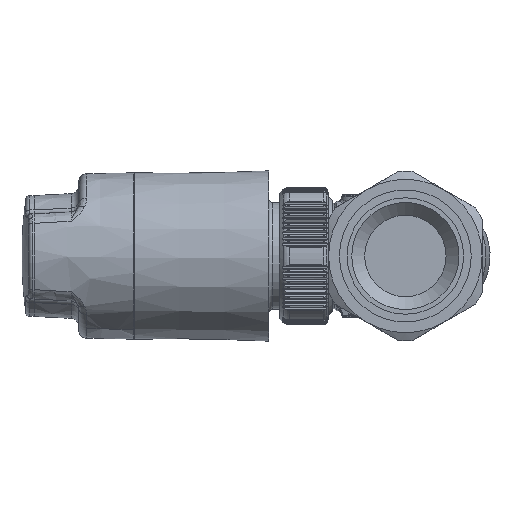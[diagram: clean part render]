
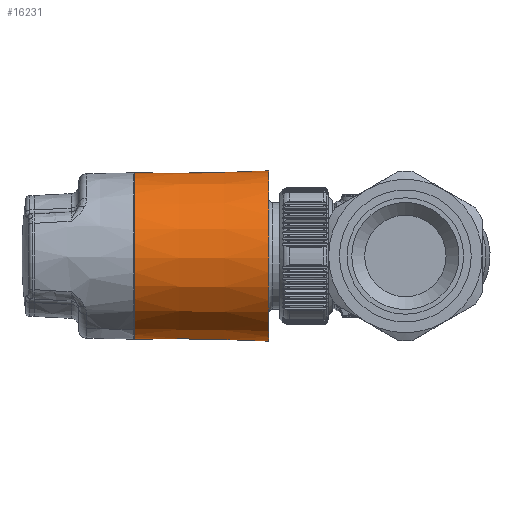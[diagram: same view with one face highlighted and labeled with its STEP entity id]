
A CAD part, left-side view. The second image highlights one B-rep face of the part: STEP entity #16231.
In plain terms, the highlighted conical face has half-angle 0.868 degrees and reference radius 20.5 mm.
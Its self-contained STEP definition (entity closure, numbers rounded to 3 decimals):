
#2973=FACE_OUTER_BOUND('',#3980,.T.);
#3980=EDGE_LOOP('',(#13175,#13176,#13177,#13178));
#4731=LINE('',#51877,#5341);
#5341=VECTOR('',#20724,20.5);
#6077=CIRCLE('',#17728,20.5);
#6078=CIRCLE('',#17730,21.);
#7023=VERTEX_POINT('',#51872);
#7024=VERTEX_POINT('',#51875);
#9225=EDGE_CURVE('',#7023,#7023,#6077,.T.);
#9226=EDGE_CURVE('',#7024,#7024,#6078,.F.);
#9227=EDGE_CURVE('',#7024,#7023,#4731,.T.);
#13175=ORIENTED_EDGE('',*,*,#9226,.T.);
#13176=ORIENTED_EDGE('',*,*,#9227,.T.);
#13177=ORIENTED_EDGE('',*,*,#9225,.F.);
#13178=ORIENTED_EDGE('',*,*,#9227,.F.);
#15602=CONICAL_SURFACE('',#17729,20.5,0.015);
#16231=ADVANCED_FACE('',(#2973),#15602,.T.);
#17728=AXIS2_PLACEMENT_3D('',#51873,#20718,#20719);
#17729=AXIS2_PLACEMENT_3D('',#51874,#20720,#20721);
#17730=AXIS2_PLACEMENT_3D('',#51876,#20722,#20723);
#20718=DIRECTION('center_axis',(0.,0.,1.));
#20719=DIRECTION('ref_axis',(-1.,0.,0.));
#20720=DIRECTION('center_axis',(0.,0.,-1.));
#20721=DIRECTION('ref_axis',(0.781,0.625,0.));
#20722=DIRECTION('center_axis',(0.,0.,-1.));
#20723=DIRECTION('ref_axis',(1.,0.,0.));
#20724=DIRECTION('',(0.012,0.009,1.));
#51872=CARTESIAN_POINT('',(-16.01,-12.803,-42.005));
#51873=CARTESIAN_POINT('Origin',(0.,0.,-42.005));
#51874=CARTESIAN_POINT('Origin',(0.,0.,-42.005));
#51875=CARTESIAN_POINT('',(-16.401,-13.115,-75.005));
#51876=CARTESIAN_POINT('Origin',(0.,0.,-75.005));
#51877=CARTESIAN_POINT('',(-16.01,-12.803,-42.005));
